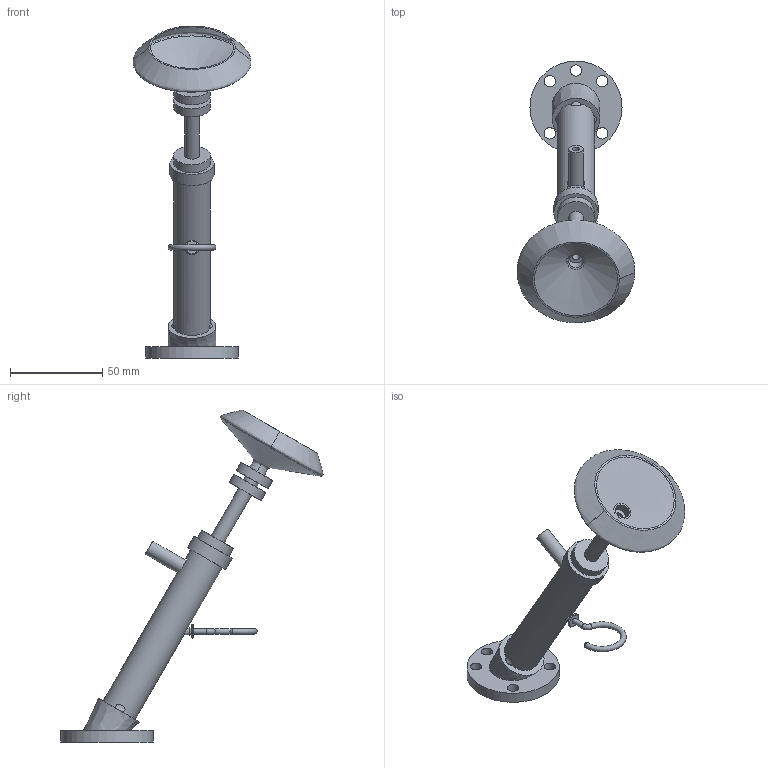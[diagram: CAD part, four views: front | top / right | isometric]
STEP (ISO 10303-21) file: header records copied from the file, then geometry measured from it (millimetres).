
FILE_DESCRIPTION(/* description */ (''),/* implementation_level */ '2;1');
FILE_NAME(/* name */ 'ensambleHerramietna v3.step',/* time_stamp */ '2023-05-28T23:30:03-05:00',/* author */ (''),/* organization */ (''),/* preprocessor_version */ 'ST-DEVELOPER v19.2',/* originating_system */ 'Autodesk Translation Framework v12.4.0.73',/* authorisation */ '');
FILE_SCHEMA (('AUTOMOTIVE_DESIGN { 1 0 10303 214 3 1 1 }'));
Length unit declared in the file: millimetre
Products named in the file (8): ensambleHerramietna; Base; ventosa; fuelle; conection; Tapa; Soporte; Gancho
Assembly tree (7 placements, depth 3):
  ensambleHerramietna
    Base
    ventosa
      fuelle
      conection
    Tapa
    Soporte
    Gancho
Bounding box: 63.94 x 142.16 x 180.11 mm (x, y, z)
Volume: 35809.3 mm3; surface area: 39263 mm2
Topology: 6 solids, 6 shells, 128 faces, 306 edges, 204 vertices
Faces by surface type: plane 61, cylinder 43, bspline 13, torus 5, cone 5, sphere 1
Full cylindrical faces by diameter (mm): 3 x2, 4 x4, 6.2 x5, 8 x5, 15 x1, 17.2 x1, 20 x5, 24 x1, 50 x1
Entity records: 5727 total; most frequent: CARTESIAN_POINT 2417, DIRECTION 675, ORIENTED_EDGE 610, EDGE_CURVE 305, AXIS2_PLACEMENT_3D 271, VERTEX_POINT 204, EDGE_LOOP 165, CIRCLE 141
